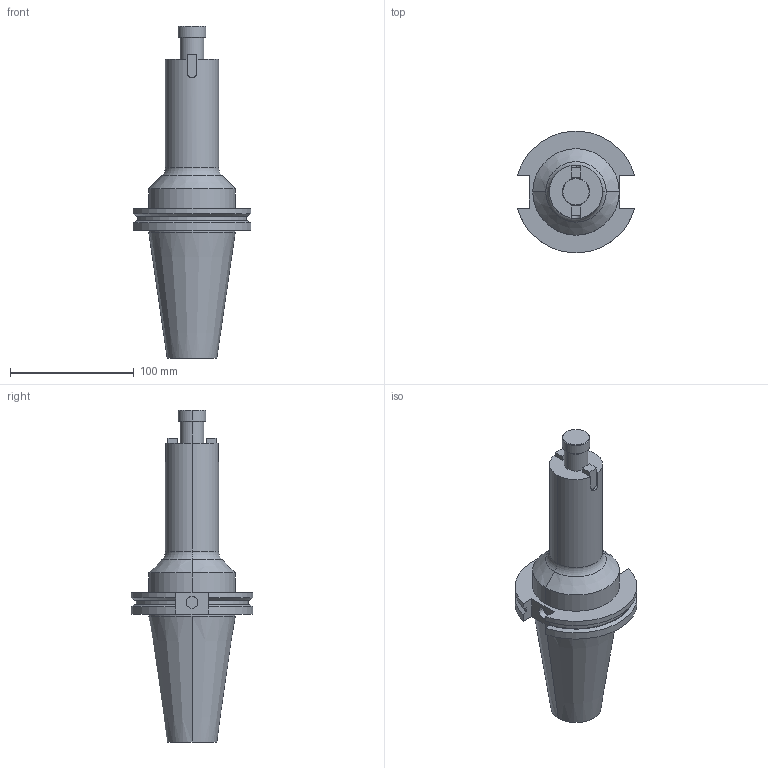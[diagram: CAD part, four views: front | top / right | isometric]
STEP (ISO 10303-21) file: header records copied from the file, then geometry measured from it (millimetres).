
FILE_DESCRIPTION (( 'STEP AP203' ), '1' );
FILE_NAME ('STP-44.151.64.550.STEP', '2018-04-18T08:09:30', ( 'user' ), ( '' ), 'SwSTEP 2.0', 'SolidWorks 2015', '' );
FILE_SCHEMA (( 'CONFIG_CONTROL_DESIGN' ));
Length unit declared in the file: millimetre
Products named in the file (1): STP-44.151.64.550
Bounding box: 94.95 x 98.05 x 268.15 mm (x, y, z)
Volume: 574069.6 mm3; surface area: 63211.4 mm2
Topology: 4 solids, 4 shells, 85 faces, 196 edges, 123 vertices
Faces by surface type: plane 35, cylinder 30, cone 18, torus 2
Entity records: 2531 total; most frequent: CARTESIAN_POINT 494, DIRECTION 430, ORIENTED_EDGE 388, EDGE_CURVE 194, AXIS2_PLACEMENT_3D 161, VERTEX_POINT 123, LINE 108, VECTOR 108
